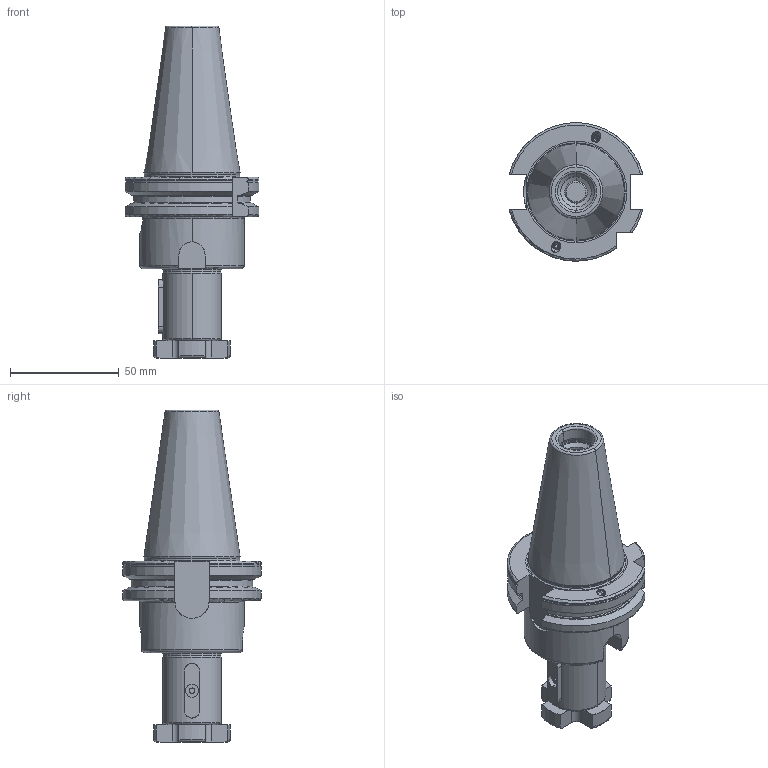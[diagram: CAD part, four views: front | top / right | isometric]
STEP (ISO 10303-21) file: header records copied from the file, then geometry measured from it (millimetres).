
FILE_DESCRIPTION((''),'2;1');
FILE_NAME('DC_403_10_27','2020-11-30T',('101107'),(''),'CREO PARAMETRIC BY PTC INC, 2016260','CREO PARAMETRIC BY PTC INC, 2016260','');
FILE_SCHEMA(('CONFIG_CONTROL_DESIGN'));
Length unit declared in the file: millimetre
Products named in the file (1): DC_403_10_27
Bounding box: 61.48 x 63.54 x 152.4 mm (x, y, z)
Volume: 162978.1 mm3; surface area: 32087.2 mm2
Topology: 1 solids, 2 shells, 231 faces, 569 edges, 351 vertices
Faces by surface type: plane 72, cylinder 61, cone 52, torus 46
Entity records: 7433 total; most frequent: CARTESIAN_POINT 1960, DIRECTION 1157, ORIENTED_EDGE 1134, EDGE_CURVE 567, AXIS2_PLACEMENT_3D 458, VERTEX_POINT 351, EDGE_LOOP 244, VECTOR 241
